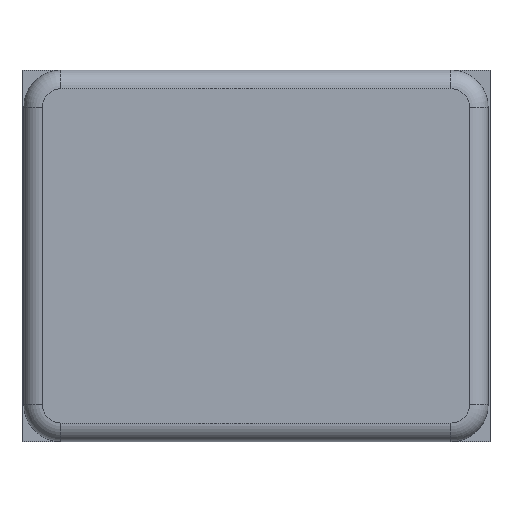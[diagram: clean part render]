
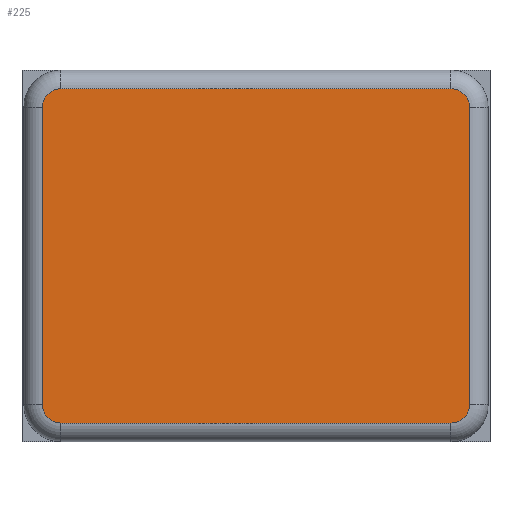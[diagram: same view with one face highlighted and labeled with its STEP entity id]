
A CAD part, top view. The second image highlights one B-rep face of the part: STEP entity #225.
In plain terms, the highlighted planar face has unit normal (0, 0, 1).
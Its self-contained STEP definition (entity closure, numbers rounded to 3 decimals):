
#13=DIRECTION('',(0.,0.,1.));
#36=DIRECTION('',(0.,-1.,0.));
#46=VECTOR('',#47,1.);
#47=DIRECTION('',(-0.,-1.,-0.));
#51=DIRECTION('',(1.,0.,0.));
#62=DIRECTION('',(-1.,0.,0.));
#82=VERTEX_POINT('',#83);
#83=CARTESIAN_POINT('',(-1.15,0.8,0.75));
#91=VERTEX_POINT('',#92);
#92=CARTESIAN_POINT('',(-1.15,-0.8,0.75));
#97=EDGE_CURVE('',#82,#91,#98,.T.);
#98=LINE('',#83,#46);
#123=DIRECTION('',(0.,-0.,1.));
#124=DIRECTION('',(0.,1.,0.));
#136=VECTOR('',#51,1.);
#142=VECTOR('',#124,1.);
#152=ORIENTED_EDGE('',*,*,#153,.T.);
#153=EDGE_CURVE('',#91,#154,#156,.T.);
#154=VERTEX_POINT('',#155);
#155=CARTESIAN_POINT('',(-1.05,-0.9,0.75));
#156=CIRCLE('',#157,0.1);
#157=AXIS2_PLACEMENT_3D('',#158,#13,#62);
#158=CARTESIAN_POINT('',(-1.05,-0.8,0.75));
#212=VERTEX_POINT('',#213);
#213=CARTESIAN_POINT('',(-1.05,0.9,0.75));
#217=ORIENTED_EDGE('',*,*,#218,.T.);
#218=EDGE_CURVE('',#212,#82,#219,.T.);
#219=CIRCLE('',#220,0.1);
#220=AXIS2_PLACEMENT_3D('',#221,#123,#124);
#221=CARTESIAN_POINT('',(-1.05,0.8,0.75));
#225=ADVANCED_FACE('',(#226),#259,.T.);
#226=FACE_BOUND('',#227,.T.);
#227=EDGE_LOOP('',(#228,#237,#217,#242,#152,#243,#248,#256));
#228=ORIENTED_EDGE('',*,*,#229,.T.);
#229=EDGE_CURVE('',#230,#232,#234,.T.);
#230=VERTEX_POINT('',#231);
#231=CARTESIAN_POINT('',(1.15,0.8,0.75));
#232=VERTEX_POINT('',#233);
#233=CARTESIAN_POINT('',(1.05,0.9,0.75));
#234=CIRCLE('',#235,0.1);
#235=AXIS2_PLACEMENT_3D('',#236,#13,#51);
#236=CARTESIAN_POINT('',(1.05,0.8,0.75));
#237=ORIENTED_EDGE('',*,*,#238,.T.);
#238=EDGE_CURVE('',#232,#212,#239,.T.);
#239=LINE('',#233,#240);
#240=VECTOR('',#241,1.);
#241=DIRECTION('',(-1.,-0.,-0.));
#242=ORIENTED_EDGE('',*,*,#97,.T.);
#243=ORIENTED_EDGE('',*,*,#244,.T.);
#244=EDGE_CURVE('',#154,#245,#247,.T.);
#245=VERTEX_POINT('',#246);
#246=CARTESIAN_POINT('',(1.05,-0.9,0.75));
#247=LINE('',#155,#136);
#248=ORIENTED_EDGE('',*,*,#249,.T.);
#249=EDGE_CURVE('',#245,#250,#252,.T.);
#250=VERTEX_POINT('',#251);
#251=CARTESIAN_POINT('',(1.15,-0.8,0.75));
#252=CIRCLE('',#253,0.1);
#253=AXIS2_PLACEMENT_3D('',#254,#255,#36);
#254=CARTESIAN_POINT('',(1.05,-0.8,0.75));
#255=DIRECTION('',(-0.,0.,1.));
#256=ORIENTED_EDGE('',*,*,#257,.T.);
#257=EDGE_CURVE('',#250,#230,#258,.T.);
#258=LINE('',#251,#142);
#259=PLANE('',#260);
#260=AXIS2_PLACEMENT_3D('',#261,#13,#51);
#261=CARTESIAN_POINT('',(-1.25,-1.,0.75));
